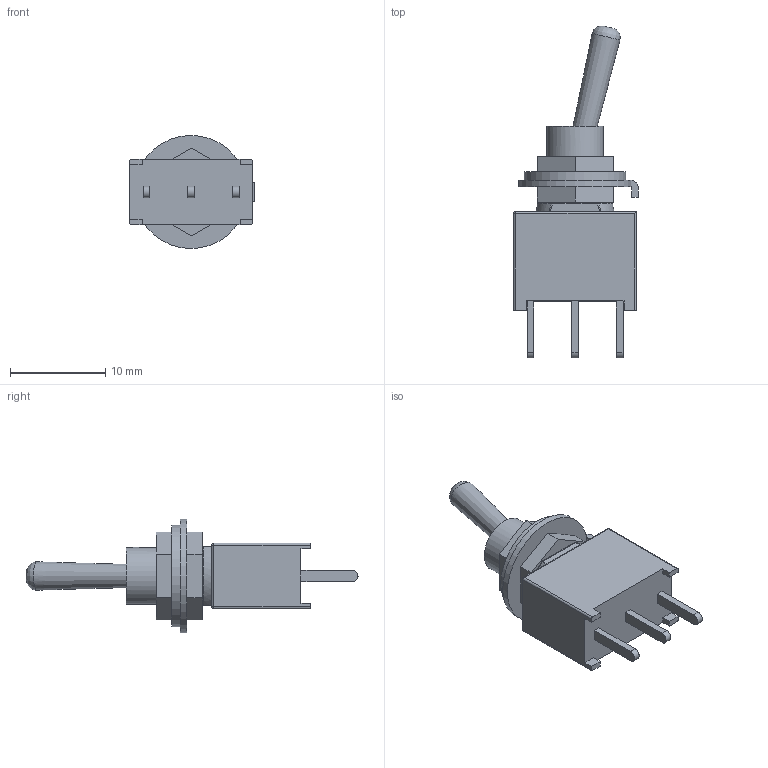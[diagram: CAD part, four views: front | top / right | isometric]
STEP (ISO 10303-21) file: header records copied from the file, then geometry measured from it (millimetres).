
FILE_DESCRIPTION(/* description */ (''),/* implementation_level */ '2;1');
FILE_NAME(/* name */ 'PST-121A_IP67 v1.step',/* time_stamp */ '2022-09-02T23:06:55+01:00',/* author */ (''),/* organization */ (''),/* preprocessor_version */ 'ST-DEVELOPER v19',/* originating_system */ 'Autodesk Translation Framework v11.7.0.108',/* authorisation */ '');
FILE_SCHEMA (('AUTOMOTIVE_DESIGN { 1 0 10303 214 3 1 1 }'));
Length unit declared in the file: millimetre
Products named in the file (1): Тумблер PST-121A_IP67
Bounding box: 13.1 x 34.93 x 11.9 mm (x, y, z)
Volume: 1359.8 mm3; surface area: 1636.8 mm2
Topology: 6 solids, 6 shells, 146 faces, 372 edges, 236 vertices
Faces by surface type: plane 86, cylinder 40, bspline 7, sphere 7, cone 4, torus 2
Full cylindrical faces by diameter (mm): 5.7 x2, 10.7 x1
Entity records: 4658 total; most frequent: CARTESIAN_POINT 983, DIRECTION 742, ORIENTED_EDGE 728, EDGE_CURVE 364, AXIS2_PLACEMENT_3D 250, LINE 242, VECTOR 242, VERTEX_POINT 236
